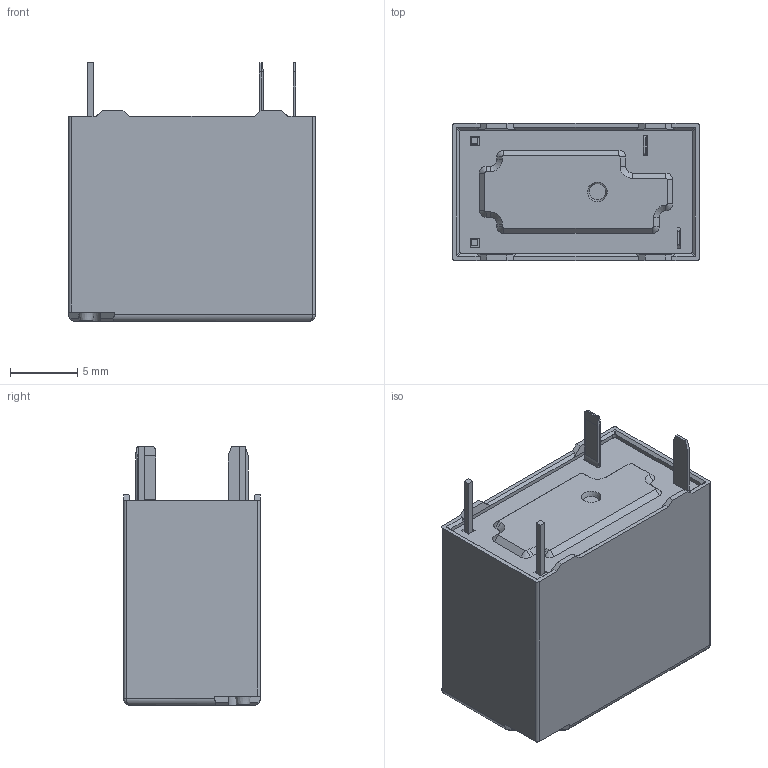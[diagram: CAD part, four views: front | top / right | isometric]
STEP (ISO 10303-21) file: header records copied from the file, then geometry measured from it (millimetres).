
FILE_DESCRIPTION(/* description */ (''),/* implementation_level */ '2;1');
FILE_NAME(/* name */ '',/* time_stamp */ '2019-02-15T09:08:20+08:00',/* author */ (''),/* organization */ (''),/* preprocessor_version */ 'ST-DEVELOPER v15',/* originating_system */ 'SIEMENS PLM Software NX 8.5',/* authorisation */ '');
FILE_SCHEMA (('CONFIG_CONTROL_DESIGN'));
Length unit declared in the file: millimetre
Products named in the file (10): FVF7.719.113-x1; FVF7.719.549 - 2; fangsi; base; FVF8.634.467-x_26926ID; magnetic; contact2; contact; base (2); 32FV-16
Assembly tree (10 placements, depth 4):
  32FV-16
    base (2)
      base
      contact
        FVF7.719.549 - 2
      contact2
        FVF7.719.113-x1
    magnetic
      fangsi  x2
    FVF8.634.467-x_26926ID
Bounding box: 18.4 x 10.2 x 19.3 mm (x, y, z)
Volume: 805.3 mm3; surface area: 2716.9 mm2
Topology: 6 solids, 6 shells, 517 faces, 1401 edges, 898 vertices
Faces by surface type: plane 323, cylinder 140, bspline 20, torus 19, cone 15
Full cylindrical faces by diameter (mm): 2.8 x1
Entity records: 17853 total; most frequent: CARTESIAN_POINT 3694, ORIENTED_EDGE 2762, DIRECTION 2682, EDGE_CURVE 1381, LINE 1006, VECTOR 1006, VERTEX_POINT 897, AXIS2_PLACEMENT_3D 838
